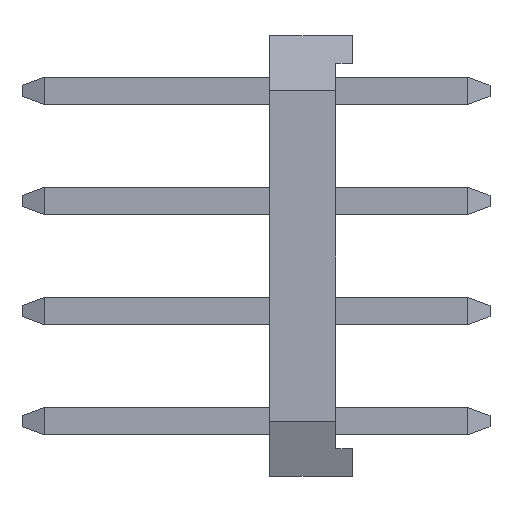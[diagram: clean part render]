
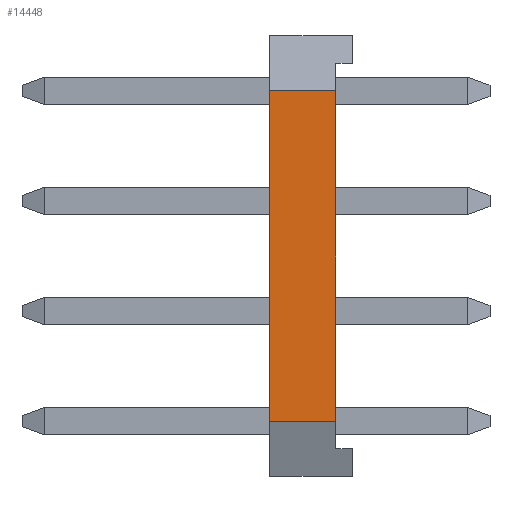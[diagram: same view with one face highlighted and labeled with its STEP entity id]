
A CAD part, left-side view. The second image highlights one B-rep face of the part: STEP entity #14448.
In plain terms, the highlighted planar face has unit normal (-1, 0, 0).
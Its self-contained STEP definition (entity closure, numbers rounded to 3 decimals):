
#883=FACE_OUTER_BOUND('',#1753,.T.);
#1753=EDGE_LOOP('',(#12026,#12027,#12028,#12029));
#3035=LINE('',#21358,#4871);
#3102=LINE('',#21493,#4938);
#3298=LINE('',#21884,#5134);
#3300=LINE('',#21887,#5136);
#4871=VECTOR('',#17715,1.);
#4938=VECTOR('',#17784,1.);
#5134=VECTOR('',#17982,1.);
#5136=VECTOR('',#17986,1.);
#6194=VERTEX_POINT('',#21354);
#6196=VERTEX_POINT('',#21357);
#6262=VERTEX_POINT('',#21491);
#6263=VERTEX_POINT('',#21492);
#7803=EDGE_CURVE('',#6194,#6196,#3035,.T.);
#7870=EDGE_CURVE('',#6262,#6263,#3102,.T.);
#8066=EDGE_CURVE('',#6194,#6262,#3298,.T.);
#8068=EDGE_CURVE('',#6263,#6196,#3300,.T.);
#12026=ORIENTED_EDGE('',*,*,#7803,.F.);
#12027=ORIENTED_EDGE('',*,*,#8066,.T.);
#12028=ORIENTED_EDGE('',*,*,#7870,.T.);
#12029=ORIENTED_EDGE('',*,*,#8068,.T.);
#12835=PLANE('',#15277);
#14448=ADVANCED_FACE('',(#883),#12835,.T.);
#15277=AXIS2_PLACEMENT_3D('',#22466,#18726,#18727);
#17715=DIRECTION('',(0.,0.,1.));
#17784=DIRECTION('',(0.,0.,1.));
#17982=DIRECTION('',(0.,-1.,0.));
#17986=DIRECTION('',(0.,1.,0.));
#18726=DIRECTION('center_axis',(-1.,0.,0.));
#18727=DIRECTION('ref_axis',(0.,0.,1.));
#21354=CARTESIAN_POINT('',(-22.981,1.193,-3.45));
#21357=CARTESIAN_POINT('',(-22.981,1.193,2.55));
#21358=CARTESIAN_POINT('',(-22.981,1.193,-0.45));
#21491=CARTESIAN_POINT('',(-22.981,-0.007,-3.45));
#21492=CARTESIAN_POINT('',(-22.981,-0.007,2.55));
#21493=CARTESIAN_POINT('',(-22.981,-0.007,-3.95));
#21884=CARTESIAN_POINT('',(-22.981,1.193,-3.45));
#21887=CARTESIAN_POINT('',(-22.981,1.193,2.55));
#22466=CARTESIAN_POINT('Origin',(-22.981,0.593,-0.45));
